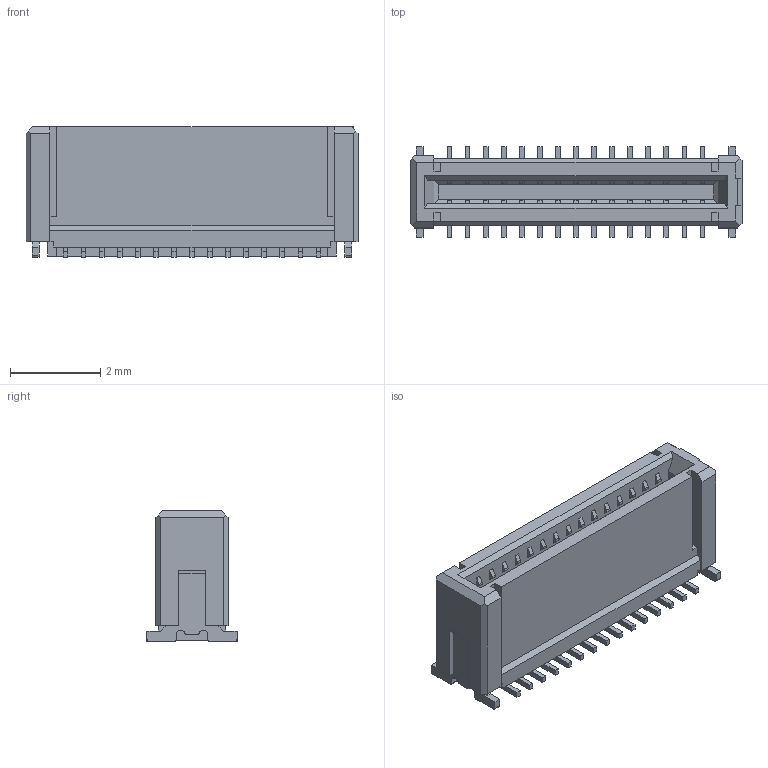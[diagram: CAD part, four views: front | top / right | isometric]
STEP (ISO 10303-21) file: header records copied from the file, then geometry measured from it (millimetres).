
FILE_DESCRIPTION((''),'2;1');
FILE_NAME('2039550303','2019-10-30T',('gga'),(''),'PRO/ENGINEER BY PARAMETRIC TECHNOLOGY CORPORATION, 2016010','PRO/ENGINEER BY PARAMETRIC TECHNOLOGY CORPORATION, 2016010','');
FILE_SCHEMA(('CONFIG_CONTROL_DESIGN'));
Length unit declared in the file: millimetre
Products named in the file (1): 2039550303
Bounding box: 7.36 x 2 x 2.9 mm (x, y, z)
Volume: 20.5 mm3; surface area: 121.8 mm2
Topology: 1 solids, 1 shells, 512 faces, 1489 edges, 1036 vertices
Faces by surface type: plane 436, cylinder 76
Entity records: 16546 total; most frequent: CARTESIAN_POINT 2902, ORIENTED_EDGE 2706, DIRECTION 2667, EDGE_CURVE 1353, VECTOR 1337, LINE 1337, VERTEX_POINT 900, AXIS2_PLACEMENT_3D 665
